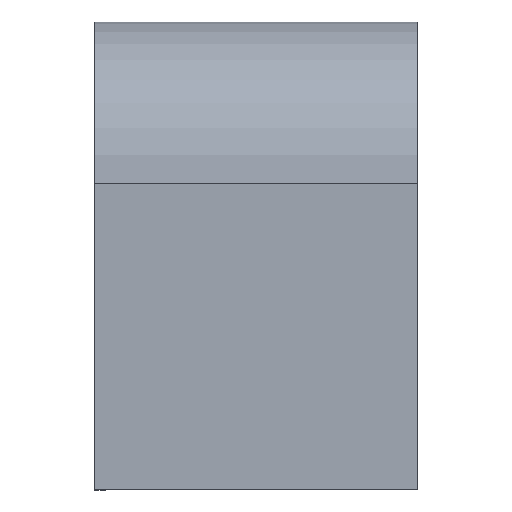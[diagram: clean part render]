
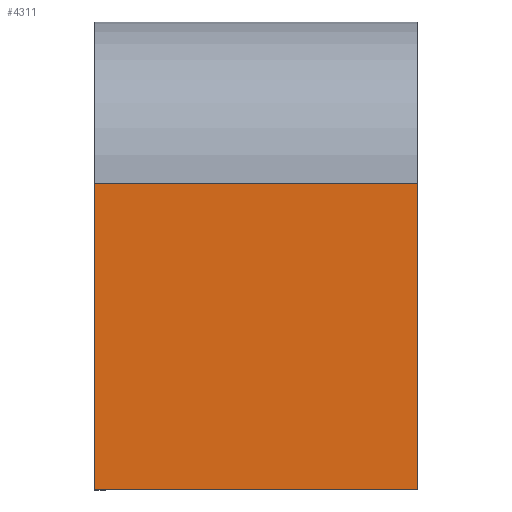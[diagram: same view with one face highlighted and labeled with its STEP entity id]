
A CAD part, left-side view. The second image highlights one B-rep face of the part: STEP entity #4311.
In plain terms, the highlighted planar face has unit normal (-1, 0, 0).
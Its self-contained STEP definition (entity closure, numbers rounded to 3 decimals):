
#116 = DIRECTION ( 'NONE',  ( 0., 1., 0. ) ) ;
#2158 = DIRECTION ( 'NONE',  ( 0., 0., 1. ) ) ;
#2182 = EDGE_CURVE ( 'NONE', #29950, #29943, #34478, .T. ) ;
#2496 = CARTESIAN_POINT ( 'NONE',  ( -900., -600., 100. ) ) ;
#3900 = ORIENTED_EDGE ( 'NONE', *, *, #40490, .T. ) ;
#4311 = ADVANCED_FACE ( 'NONE', ( #5737 ), #34653, .T. ) ;
#5737 = FACE_OUTER_BOUND ( 'NONE', #33525, .T. ) ;
#6669 = VECTOR ( 'NONE', #26918, 1000. ) ;
#7719 = VERTEX_POINT ( 'NONE', #31494 ) ;
#8441 = DIRECTION ( 'NONE',  ( 0., 0., 1. ) ) ;
#9404 = VECTOR ( 'NONE', #13666, 1000. ) ;
#13666 = DIRECTION ( 'NONE',  ( 0., 1., 0. ) ) ;
#16613 = CARTESIAN_POINT ( 'NONE',  ( -900., -600., -470. ) ) ;
#16766 = EDGE_CURVE ( 'NONE', #29665, #7719, #16875, .T. ) ;
#16875 = LINE ( 'NONE', #26848, #33856 ) ;
#19135 = ORIENTED_EDGE ( 'NONE', *, *, #39016, .F. ) ;
#20540 = LINE ( 'NONE', #2496, #9404 ) ;
#21654 = ORIENTED_EDGE ( 'NONE', *, *, #2182, .F. ) ;
#22801 = CARTESIAN_POINT ( 'NONE',  ( -900., 0., -470. ) ) ;
#24230 = CARTESIAN_POINT ( 'NONE',  ( -900., -600., 400. ) ) ;
#24556 = CARTESIAN_POINT ( 'NONE',  ( -900., -620., -470. ) ) ;
#26848 = CARTESIAN_POINT ( 'NONE',  ( -900., -600., 400. ) ) ;
#26918 = DIRECTION ( 'NONE',  ( 0., 0., 1. ) ) ;
#27140 = CARTESIAN_POINT ( 'NONE',  ( -900., 0., 400. ) ) ;
#29665 = VERTEX_POINT ( 'NONE', #16613 ) ;
#29943 = VERTEX_POINT ( 'NONE', #37492 ) ;
#29950 = VERTEX_POINT ( 'NONE', #22801 ) ;
#31076 = DIRECTION ( 'NONE',  ( -1., 0., 0. ) ) ;
#31494 = CARTESIAN_POINT ( 'NONE',  ( -900., -600., 100. ) ) ;
#32584 = LINE ( 'NONE', #24556, #38160 ) ;
#33525 = EDGE_LOOP ( 'NONE', ( #19135, #37954, #3900, #21654 ) ) ;
#33856 = VECTOR ( 'NONE', #2158, 1000. ) ;
#34478 = LINE ( 'NONE', #27140, #6669 ) ;
#34653 = PLANE ( 'NONE',  #38116 ) ;
#37492 = CARTESIAN_POINT ( 'NONE',  ( -900., 0., 100. ) ) ;
#37954 = ORIENTED_EDGE ( 'NONE', *, *, #16766, .T. ) ;
#38116 = AXIS2_PLACEMENT_3D ( 'NONE', #24230, #31076, #8441 ) ;
#38160 = VECTOR ( 'NONE', #116, 1000. ) ;
#39016 = EDGE_CURVE ( 'NONE', #29665, #29950, #32584, .T. ) ;
#40490 = EDGE_CURVE ( 'NONE', #7719, #29943, #20540, .T. ) ;
